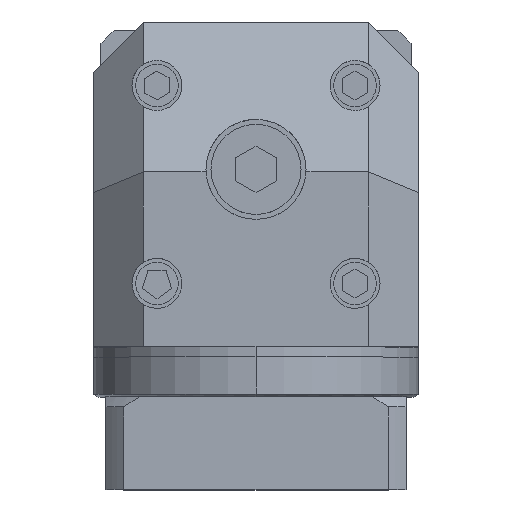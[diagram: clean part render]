
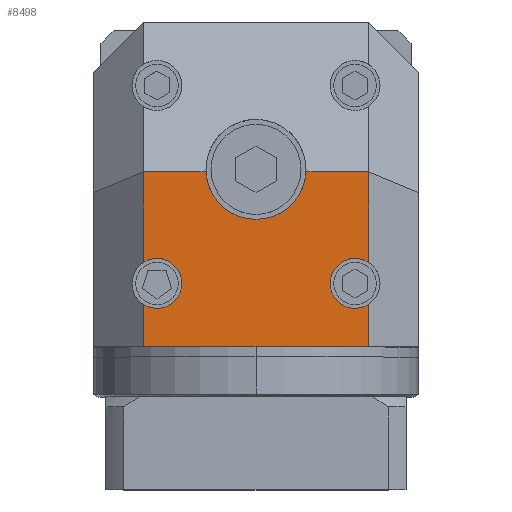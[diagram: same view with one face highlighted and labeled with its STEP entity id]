
A CAD part, top view. The second image highlights one B-rep face of the part: STEP entity #8498.
In plain terms, the highlighted planar face has unit normal (0, 0, 1).
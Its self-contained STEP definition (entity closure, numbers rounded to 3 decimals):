
#20 = DIRECTION ( 'NONE',  ( 0., 0., -1. ) ) ;
#26 = ORIENTED_EDGE ( 'NONE', *, *, #2087, .F. ) ;
#85 = CARTESIAN_POINT ( 'NONE',  ( 22.5, -32.5, 65. ) ) ;
#103 = EDGE_CURVE ( 'NONE', #6321, #10416, #1314, .T. ) ;
#206 = ORIENTED_EDGE ( 'NONE', *, *, #6848, .T. ) ;
#214 = DIRECTION ( 'NONE',  ( 1., 0., 0. ) ) ;
#258 = CARTESIAN_POINT ( 'NONE',  ( 19.799, -19.799, 65. ) ) ;
#261 = LINE ( 'NONE', #1432, #11413 ) ;
#302 = VECTOR ( 'NONE', #9840, 1000. ) ;
#316 = LINE ( 'NONE', #5821, #9398 ) ;
#390 = ORIENTED_EDGE ( 'NONE', *, *, #2376, .T. ) ;
#731 = DIRECTION ( 'NONE',  ( -1., 0., 0. ) ) ;
#747 = VECTOR ( 'NONE', #9820, 1000. ) ;
#866 = EDGE_CURVE ( 'NONE', #2879, #2181, #5426, .T. ) ;
#895 = PLANE ( 'NONE',  #7995 ) ;
#1132 = VERTEX_POINT ( 'NONE', #10924 ) ;
#1157 = DIRECTION ( 'NONE',  ( 1., 0., 0. ) ) ;
#1307 = CIRCLE ( 'NONE', #7090, 5. ) ;
#1314 = CIRCLE ( 'NONE', #3943, 5. ) ;
#1391 = EDGE_CURVE ( 'NONE', #11383, #2009, #5564, .T. ) ;
#1432 = CARTESIAN_POINT ( 'NONE',  ( 22.5, 0., 65. ) ) ;
#1446 = DIRECTION ( 'NONE',  ( 1., 0., 0. ) ) ;
#1503 = VECTOR ( 'NONE', #11155, 1000. ) ;
#1579 = ORIENTED_EDGE ( 'NONE', *, *, #866, .T. ) ;
#1593 = ORIENTED_EDGE ( 'NONE', *, *, #103, .F. ) ;
#1829 = ORIENTED_EDGE ( 'NONE', *, *, #1391, .T. ) ;
#1996 = ORIENTED_EDGE ( 'NONE', *, *, #11021, .T. ) ;
#2009 = VERTEX_POINT ( 'NONE', #4500 ) ;
#2064 = EDGE_CURVE ( 'NONE', #1132, #8144, #2678, .T. ) ;
#2087 = EDGE_CURVE ( 'NONE', #9477, #2009, #9385, .T. ) ;
#2101 = LINE ( 'NONE', #8600, #8571 ) ;
#2158 = CARTESIAN_POINT ( 'NONE',  ( 22.5, -24.007, 65. ) ) ;
#2181 = VERTEX_POINT ( 'NONE', #10899 ) ;
#2319 = DIRECTION ( 'NONE',  ( -1., 0., 0. ) ) ;
#2376 = EDGE_CURVE ( 'NONE', #2181, #10693, #4576, .T. ) ;
#2465 = CARTESIAN_POINT ( 'NONE',  ( 14.799, -19.799, 65. ) ) ;
#2520 = VERTEX_POINT ( 'NONE', #10964 ) ;
#2678 = LINE ( 'NONE', #4567, #302 ) ;
#2808 = DIRECTION ( 'NONE',  ( 0., 0., 1. ) ) ;
#2879 = VERTEX_POINT ( 'NONE', #8838 ) ;
#3203 = CARTESIAN_POINT ( 'NONE',  ( -32.5, -32.5, 65. ) ) ;
#3414 = CARTESIAN_POINT ( 'NONE',  ( 0., 2.5, 65. ) ) ;
#3732 = DIRECTION ( 'NONE',  ( 0., 0., 1. ) ) ;
#3943 = AXIS2_PLACEMENT_3D ( 'NONE', #5996, #5873, #5764 ) ;
#3987 = ORIENTED_EDGE ( 'NONE', *, *, #2064, .T. ) ;
#4203 = VERTEX_POINT ( 'NONE', #9976 ) ;
#4496 = AXIS2_PLACEMENT_3D ( 'NONE', #8964, #3732, #9869 ) ;
#4500 = CARTESIAN_POINT ( 'NONE',  ( 9.987, 2.5, 65. ) ) ;
#4567 = CARTESIAN_POINT ( 'NONE',  ( -22.5, 0., 65. ) ) ;
#4576 = LINE ( 'NONE', #3203, #11308 ) ;
#4697 = EDGE_LOOP ( 'NONE', ( #1829, #26, #206, #3987, #7889, #7814, #8282, #1579, #390, #5548, #1593, #9955, #1996 ) ) ;
#4895 = EDGE_CURVE ( 'NONE', #8477, #2879, #2101, .T. ) ;
#5366 = FACE_OUTER_BOUND ( 'NONE', #4697, .T. ) ;
#5426 = LINE ( 'NONE', #6267, #747 ) ;
#5483 = DIRECTION ( 'NONE',  ( 0., 0., 1. ) ) ;
#5548 = ORIENTED_EDGE ( 'NONE', *, *, #10946, .T. ) ;
#5564 = LINE ( 'NONE', #3414, #7351 ) ;
#5764 = DIRECTION ( 'NONE',  ( 1., 0., 0. ) ) ;
#5821 = CARTESIAN_POINT ( 'NONE',  ( 0., 2.5, 65. ) ) ;
#5873 = DIRECTION ( 'NONE',  ( 0., 0., 1. ) ) ;
#5979 = DIRECTION ( 'NONE',  ( 0., -1., 0. ) ) ;
#5996 = CARTESIAN_POINT ( 'NONE',  ( 19.799, -19.799, 65. ) ) ;
#6153 = EDGE_CURVE ( 'NONE', #2520, #6321, #1307, .T. ) ;
#6170 = DIRECTION ( 'NONE',  ( -1., 0., 0. ) ) ;
#6175 = LINE ( 'NONE', #6757, #1503 ) ;
#6267 = CARTESIAN_POINT ( 'NONE',  ( -32.5, -32.5, 65. ) ) ;
#6321 = VERTEX_POINT ( 'NONE', #2465 ) ;
#6338 = AXIS2_PLACEMENT_3D ( 'NONE', #8065, #2808, #8944 ) ;
#6401 = DIRECTION ( 'NONE',  ( 0., 0., 1. ) ) ;
#6757 = CARTESIAN_POINT ( 'NONE',  ( 22.5, 0., 65. ) ) ;
#6848 = EDGE_CURVE ( 'NONE', #9477, #1132, #316, .T. ) ;
#6916 = CARTESIAN_POINT ( 'NONE',  ( -22.5, -15.591, 65. ) ) ;
#7014 = CARTESIAN_POINT ( 'NONE',  ( 0., 0., 65. ) ) ;
#7090 = AXIS2_PLACEMENT_3D ( 'NONE', #258, #6401, #1157 ) ;
#7264 = EDGE_CURVE ( 'NONE', #8477, #4203, #8149, .T. ) ;
#7351 = VECTOR ( 'NONE', #731, 1000. ) ;
#7569 = DIRECTION ( 'NONE',  ( 0., 1., 0. ) ) ;
#7727 = CARTESIAN_POINT ( 'NONE',  ( -9.987, 2.5, 65. ) ) ;
#7814 = ORIENTED_EDGE ( 'NONE', *, *, #7264, .F. ) ;
#7889 = ORIENTED_EDGE ( 'NONE', *, *, #10271, .F. ) ;
#7995 = AXIS2_PLACEMENT_3D ( 'NONE', #7014, #20, #6170 ) ;
#8065 = CARTESIAN_POINT ( 'NONE',  ( -19.799, -19.799, 65. ) ) ;
#8144 = VERTEX_POINT ( 'NONE', #6916 ) ;
#8149 = CIRCLE ( 'NONE', #6338, 5. ) ;
#8282 = ORIENTED_EDGE ( 'NONE', *, *, #4895, .T. ) ;
#8477 = VERTEX_POINT ( 'NONE', #10532 ) ;
#8498 = ADVANCED_FACE ( 'NONE', ( #5366 ), #895, .F. ) ;
#8571 = VECTOR ( 'NONE', #5979, 1000. ) ;
#8600 = CARTESIAN_POINT ( 'NONE',  ( -22.5, 0., 65. ) ) ;
#8838 = CARTESIAN_POINT ( 'NONE',  ( -22.5, -32.5, 65. ) ) ;
#8944 = DIRECTION ( 'NONE',  ( -1., 0., 0. ) ) ;
#8964 = CARTESIAN_POINT ( 'NONE',  ( -19.799, -19.799, 65. ) ) ;
#9222 = CIRCLE ( 'NONE', #4496, 5. ) ;
#9385 = CIRCLE ( 'NONE', #9589, 10. ) ;
#9398 = VECTOR ( 'NONE', #2319, 1000. ) ;
#9477 = VERTEX_POINT ( 'NONE', #7727 ) ;
#9589 = AXIS2_PLACEMENT_3D ( 'NONE', #10744, #5483, #214 ) ;
#9820 = DIRECTION ( 'NONE',  ( 1., 0., 0. ) ) ;
#9840 = DIRECTION ( 'NONE',  ( 0., -1., 0. ) ) ;
#9869 = DIRECTION ( 'NONE',  ( -1., 0., 0. ) ) ;
#9955 = ORIENTED_EDGE ( 'NONE', *, *, #6153, .F. ) ;
#9976 = CARTESIAN_POINT ( 'NONE',  ( -14.799, -19.799, 65. ) ) ;
#10271 = EDGE_CURVE ( 'NONE', #4203, #8144, #9222, .T. ) ;
#10416 = VERTEX_POINT ( 'NONE', #2158 ) ;
#10532 = CARTESIAN_POINT ( 'NONE',  ( -22.5, -24.007, 65. ) ) ;
#10693 = VERTEX_POINT ( 'NONE', #85 ) ;
#10744 = CARTESIAN_POINT ( 'NONE',  ( 0., 3., 65. ) ) ;
#10871 = CARTESIAN_POINT ( 'NONE',  ( 22.5, 2.5, 65. ) ) ;
#10899 = CARTESIAN_POINT ( 'NONE',  ( 0., -32.5, 65. ) ) ;
#10924 = CARTESIAN_POINT ( 'NONE',  ( -22.5, 2.5, 65. ) ) ;
#10946 = EDGE_CURVE ( 'NONE', #10693, #10416, #261, .T. ) ;
#10964 = CARTESIAN_POINT ( 'NONE',  ( 22.5, -15.591, 65. ) ) ;
#11021 = EDGE_CURVE ( 'NONE', #2520, #11383, #6175, .T. ) ;
#11155 = DIRECTION ( 'NONE',  ( 0., 1., 0. ) ) ;
#11308 = VECTOR ( 'NONE', #1446, 1000. ) ;
#11383 = VERTEX_POINT ( 'NONE', #10871 ) ;
#11413 = VECTOR ( 'NONE', #7569, 1000. ) ;
